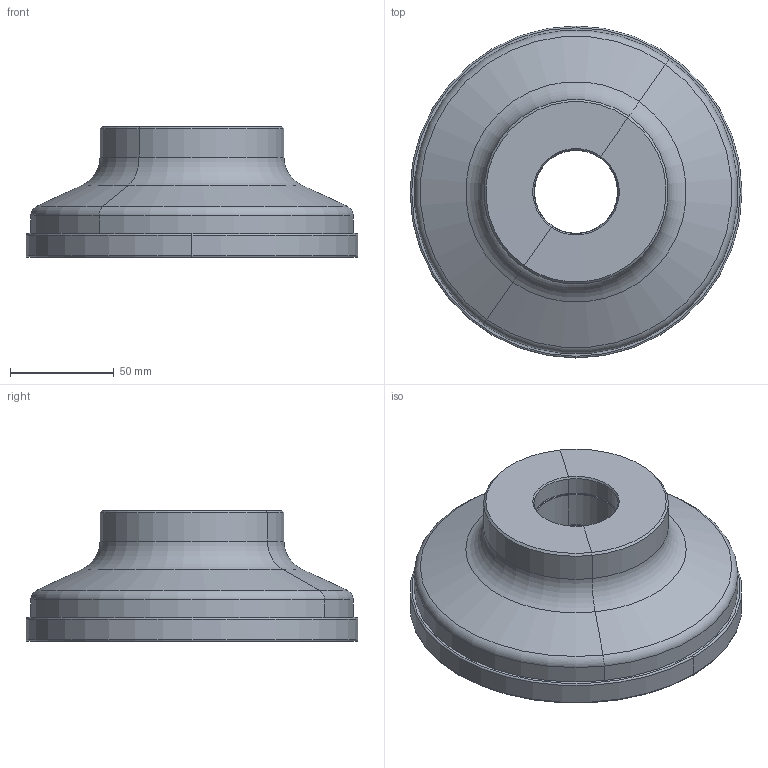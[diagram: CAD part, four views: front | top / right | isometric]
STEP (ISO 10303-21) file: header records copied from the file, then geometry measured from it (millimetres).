
FILE_DESCRIPTION((''),'2;1');
FILE_NAME('607041218-000-00-E43','2020-02-06T15:16:36',('bernerhp'),(''),'CREO PARAMETRIC BY PTC INC, 2019030','CREO PARAMETRIC BY PTC INC, 2019030','');
FILE_SCHEMA(('AP242_MANAGED_MODEL_BASED_3D_ENGINEERING_MIM_LF { 1 0 10303 442 1 1 4 }'));
Length unit declared in the file: millimetre
Products named in the file (1): 607041218-000-00-E43
Bounding box: 160 x 160 x 63 mm (x, y, z)
Volume: 587684.2 mm3; surface area: 65011.9 mm2
Topology: 1 solids, 1 shells, 50 faces, 484 edges, 747 vertices
Faces by surface type: torus 18, cylinder 14, cone 14, plane 4
Entity records: 4399 total; most frequent: CARTESIAN_POINT 1423, DIRECTION 485, B_SPLINE_CURVE_WITH_KNOTS 232, ORIENTED_EDGE 200, PRESENTATION_STYLE_ASSIGNMENT 197, STYLED_ITEM 185, CURVE_STYLE 184, AXIS2_PLACEMENT_3D 179
